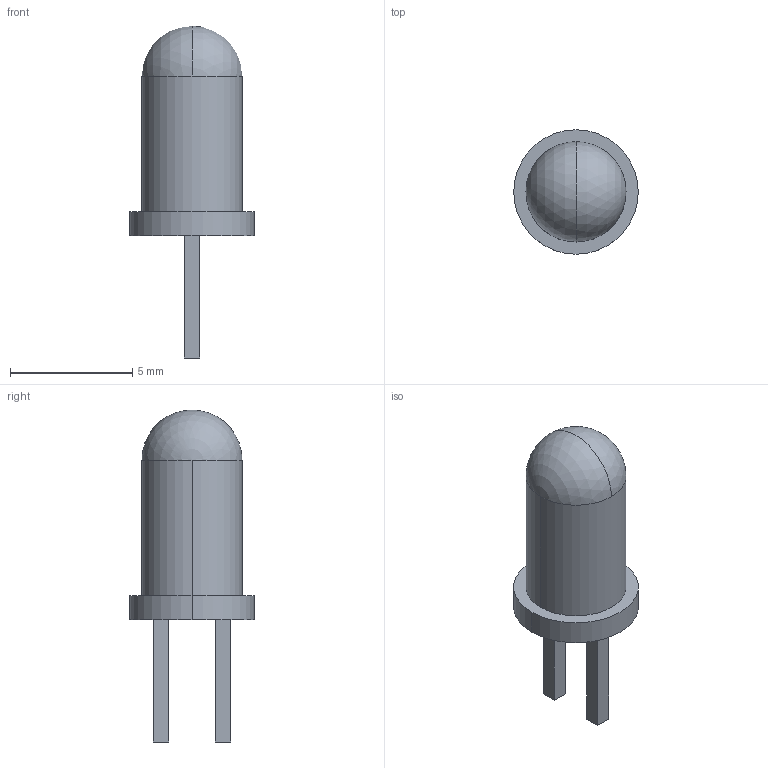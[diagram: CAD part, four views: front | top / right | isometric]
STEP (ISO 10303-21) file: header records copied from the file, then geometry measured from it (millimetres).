
FILE_DESCRIPTION (( 'STEP AP214' ), '1' );
FILE_NAME ('17AE37A9-03B8-48DE-84BF-53201FF8E2BF.STEP', '2008-07-08T13:02:10', ( 'sysAdmin' ), ( 'SolidWorks' ), 'SwSTEP 2.0', 'SolidWorks 2008', '' );
FILE_SCHEMA (( 'AUTOMOTIVE_DESIGN' ));
Length unit declared in the file: millimetre
Products named in the file (1): 17AE37A9-03B8-48DE-84BF-53201FF8E2BF
Bounding box: 5.1 x 5.1 x 13.6 mm (x, y, z)
Volume: 115.8 mm3; surface area: 167.2 mm2
Topology: 1 solids, 1 shells, 18 faces, 42 edges, 27 vertices
Faces by surface type: plane 12, cylinder 4, sphere 2
Entity records: 615 total; most frequent: DIRECTION 90, CARTESIAN_POINT 86, ORIENTED_EDGE 80, EDGE_CURVE 40, AXIS2_PLACEMENT_3D 31, LINE 28, VECTOR 28, VERTEX_POINT 27
